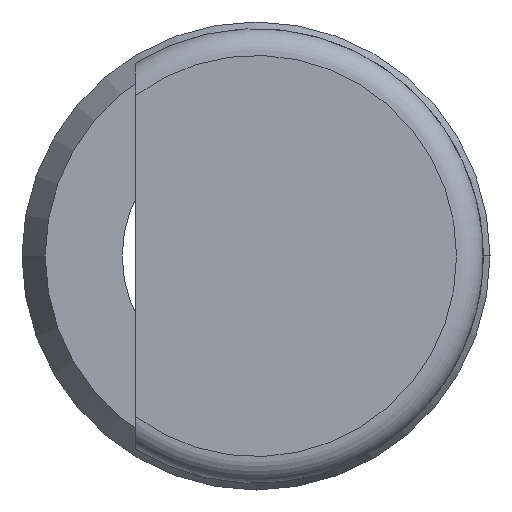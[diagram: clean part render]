
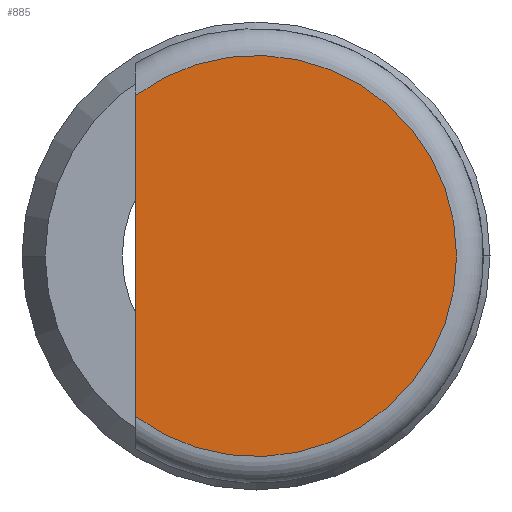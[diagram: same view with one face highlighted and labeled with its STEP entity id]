
A CAD part, front view. The second image highlights one B-rep face of the part: STEP entity #885.
In plain terms, the highlighted planar face has unit normal (0, -1, 0).
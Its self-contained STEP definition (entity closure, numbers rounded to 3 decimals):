
#3 = EDGE_CURVE ( 'NONE', #478, #377, #31, .T. ) ;
#31 = LINE ( 'NONE', #804, #95 ) ;
#80 = FACE_OUTER_BOUND ( 'NONE', #110, .T. ) ;
#95 = VECTOR ( 'NONE', #732, 1000. ) ;
#97 = DIRECTION ( 'NONE',  ( -1., 0., 0. ) ) ;
#110 = EDGE_LOOP ( 'NONE', ( #579, #974 ) ) ;
#126 = AXIS2_PLACEMENT_3D ( 'NONE', #401, #562, #97 ) ;
#242 = CARTESIAN_POINT ( 'NONE',  ( -0.9, -8., -1.2 ) ) ;
#328 = CARTESIAN_POINT ( 'NONE',  ( 0., -8., 0. ) ) ;
#368 = EDGE_CURVE ( 'NONE', #377, #478, #1014, .T. ) ;
#377 = VERTEX_POINT ( 'NONE', #242 ) ;
#401 = CARTESIAN_POINT ( 'NONE',  ( 1.7, -8., 0. ) ) ;
#478 = VERTEX_POINT ( 'NONE', #812 ) ;
#482 = DIRECTION ( 'NONE',  ( -1., 0., 0. ) ) ;
#562 = DIRECTION ( 'NONE',  ( 0., 1., 0. ) ) ;
#579 = ORIENTED_EDGE ( 'NONE', *, *, #368, .T. ) ;
#732 = DIRECTION ( 'NONE',  ( 0., 0., -1. ) ) ;
#801 = PLANE ( 'NONE',  #126 ) ;
#804 = CARTESIAN_POINT ( 'NONE',  ( -0.9, -8., 0. ) ) ;
#812 = CARTESIAN_POINT ( 'NONE',  ( -0.9, -8., 1.2 ) ) ;
#868 = DIRECTION ( 'NONE',  ( 0., -1., 0. ) ) ;
#885 = ADVANCED_FACE ( 'NONE', ( #80 ), #801, .F. ) ;
#946 = AXIS2_PLACEMENT_3D ( 'NONE', #328, #868, #482 ) ;
#974 = ORIENTED_EDGE ( 'NONE', *, *, #3, .T. ) ;
#1014 = CIRCLE ( 'NONE', #946, 1.5 ) ;
